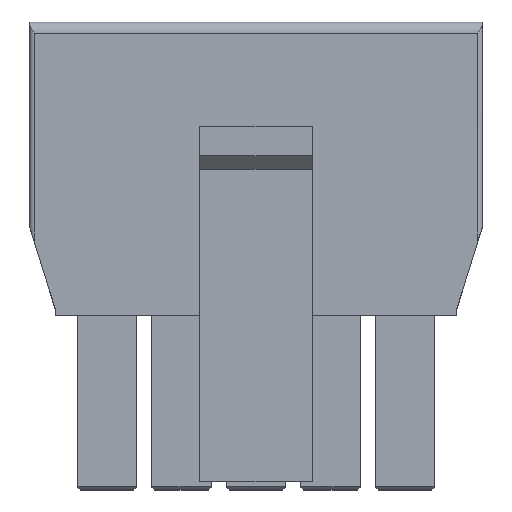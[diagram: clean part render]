
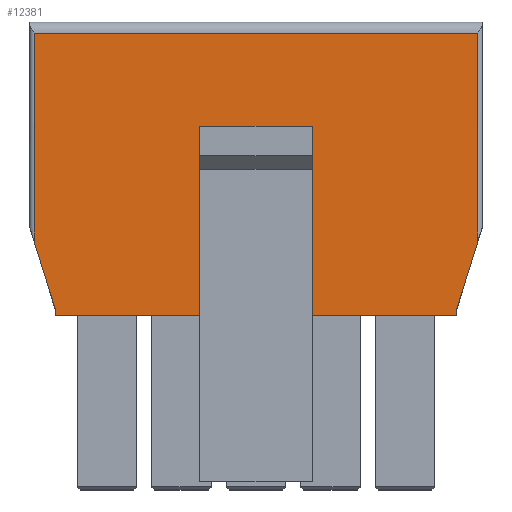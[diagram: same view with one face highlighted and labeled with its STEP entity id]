
A CAD part, top view. The second image highlights one B-rep face of the part: STEP entity #12381.
In plain terms, the highlighted planar face has unit normal (0, 0, 1).
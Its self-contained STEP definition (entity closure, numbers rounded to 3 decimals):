
#2924=ORIENTED_EDGE('',*,*,#5053,.F.);
#2925=ORIENTED_EDGE('',*,*,#5115,.F.);
#2926=ORIENTED_EDGE('',*,*,#5038,.T.);
#2927=ORIENTED_EDGE('',*,*,#5116,.F.);
#2928=ORIENTED_EDGE('',*,*,#5117,.T.);
#2929=ORIENTED_EDGE('',*,*,#5118,.T.);
#2930=ORIENTED_EDGE('',*,*,#5119,.F.);
#2931=ORIENTED_EDGE('',*,*,#5120,.T.);
#2932=ORIENTED_EDGE('',*,*,#5121,.T.);
#2933=ORIENTED_EDGE('',*,*,#5122,.T.);
#2934=ORIENTED_EDGE('',*,*,#5123,.T.);
#2935=ORIENTED_EDGE('',*,*,#5013,.T.);
#2936=ORIENTED_EDGE('',*,*,#5081,.T.);
#2937=ORIENTED_EDGE('',*,*,#4989,.T.);
#2938=ORIENTED_EDGE('',*,*,#5110,.T.);
#2939=ORIENTED_EDGE('',*,*,#5057,.T.);
#4989=EDGE_CURVE('',#6268,#6267,#7868,.T.);
#5013=EDGE_CURVE('',#6288,#6289,#7891,.T.);
#5038=EDGE_CURVE('',#6307,#6309,#7910,.T.);
#5053=EDGE_CURVE('',#6320,#6321,#7920,.T.);
#5057=EDGE_CURVE('',#6325,#6324,#7922,.T.);
#5081=EDGE_CURVE('',#6289,#6268,#7944,.T.);
#5110=EDGE_CURVE('',#6267,#6325,#7973,.T.);
#5115=EDGE_CURVE('',#6307,#6320,#7978,.T.);
#5116=EDGE_CURVE('',#6321,#6309,#7979,.T.);
#5117=EDGE_CURVE('',#6371,#6372,#7980,.T.);
#5118=EDGE_CURVE('',#6372,#6373,#7981,.T.);
#5119=EDGE_CURVE('',#6374,#6373,#7982,.T.);
#5120=EDGE_CURVE('',#6374,#6371,#7983,.T.);
#5121=EDGE_CURVE('',#6324,#6375,#7984,.T.);
#5122=EDGE_CURVE('',#6375,#6376,#7985,.T.);
#5123=EDGE_CURVE('',#6376,#6288,#7986,.T.);
#6267=VERTEX_POINT('',#19073);
#6268=VERTEX_POINT('',#19075);
#6288=VERTEX_POINT('',#19122);
#6289=VERTEX_POINT('',#19123);
#6307=VERTEX_POINT('',#19166);
#6309=VERTEX_POINT('',#19170);
#6320=VERTEX_POINT('',#19201);
#6321=VERTEX_POINT('',#19203);
#6324=VERTEX_POINT('',#19210);
#6325=VERTEX_POINT('',#19212);
#6371=VERTEX_POINT('',#19324);
#6372=VERTEX_POINT('',#19325);
#6373=VERTEX_POINT('',#19327);
#6374=VERTEX_POINT('',#19329);
#6375=VERTEX_POINT('',#19332);
#6376=VERTEX_POINT('',#19334);
#7868=LINE('',#19074,#9581);
#7891=LINE('',#19121,#9604);
#7910=LINE('',#19171,#9623);
#7920=LINE('',#19202,#9633);
#7922=LINE('',#19211,#9635);
#7944=LINE('',#19257,#9657);
#7973=LINE('',#19311,#9686);
#7978=LINE('',#19321,#9691);
#7979=LINE('',#19322,#9692);
#7980=LINE('',#19323,#9693);
#7981=LINE('',#19326,#9694);
#7982=LINE('',#19328,#9695);
#7983=LINE('',#19330,#9696);
#7984=LINE('',#19331,#9697);
#7985=LINE('',#19333,#9698);
#7986=LINE('',#19335,#9699);
#9581=VECTOR('',#15577,1000.);
#9604=VECTOR('',#15608,1000.);
#9623=VECTOR('',#15645,1000.);
#9633=VECTOR('',#15675,1000.);
#9635=VECTOR('',#15683,1000.);
#9657=VECTOR('',#15717,1000.);
#9686=VECTOR('',#15748,1000.);
#9691=VECTOR('',#15755,1000.);
#9692=VECTOR('',#15756,1000.);
#9693=VECTOR('',#15757,1000.);
#9694=VECTOR('',#15758,1000.);
#9695=VECTOR('',#15759,1000.);
#9696=VECTOR('',#15760,1000.);
#9697=VECTOR('',#15761,1000.);
#9698=VECTOR('',#15762,1000.);
#9699=VECTOR('',#15763,1000.);
#10437=EDGE_LOOP('',(#2924,#2925,#2926,#2927));
#10438=EDGE_LOOP('',(#2928,#2929,#2930,#2931));
#10439=EDGE_LOOP('',(#2932,#2933,#2934,#2935,#2936,#2937,#2938,#2939));
#11114=FACE_BOUND('',#10437,.T.);
#11115=FACE_BOUND('',#10438,.T.);
#11116=FACE_BOUND('',#10439,.T.);
#11756=PLANE('',#13056);
#12381=ADVANCED_FACE('',(#11114,#11115,#11116),#11756,.T.);
#13056=AXIS2_PLACEMENT_3D('',#19320,#15753,#15754);
#15577=DIRECTION('',(1.,0.,0.));
#15608=DIRECTION('',(0.297,-0.955,0.));
#15645=DIRECTION('',(-1.,0.,0.));
#15675=DIRECTION('',(-1.,0.,0.));
#15683=DIRECTION('',(0.297,0.955,0.));
#15717=DIRECTION('',(0.,-1.,0.));
#15748=DIRECTION('',(0.,1.,0.));
#15753=DIRECTION('',(0.,0.,1.));
#15754=DIRECTION('',(1.,0.,0.));
#15755=DIRECTION('',(0.,1.,0.));
#15756=DIRECTION('',(0.,-1.,0.));
#15757=DIRECTION('',(-1.,0.,0.));
#15758=DIRECTION('',(0.,1.,0.));
#15759=DIRECTION('',(-1.,0.,0.));
#15760=DIRECTION('',(0.,-1.,0.));
#15761=DIRECTION('',(0.,1.,0.));
#15762=DIRECTION('',(-1.,0.,0.));
#15763=DIRECTION('',(0.,-1.,0.));
#19073=CARTESIAN_POINT('',(6.72,-2.98,2.97));
#19074=CARTESIAN_POINT('',(-6.72,-2.98,2.97));
#19075=CARTESIAN_POINT('',(-6.72,-2.98,2.97));
#19121=CARTESIAN_POINT('',(-7.6,0.,2.97));
#19122=CARTESIAN_POINT('',(-7.45,-0.482,2.97));
#19123=CARTESIAN_POINT('',(-6.72,-2.83,2.97));
#19166=CARTESIAN_POINT('',(-1.,-2.59,2.97));
#19170=CARTESIAN_POINT('',(-1.88,-2.59,2.97));
#19171=CARTESIAN_POINT('',(1.88,-2.59,2.97));
#19201=CARTESIAN_POINT('',(-1.,-0.82,2.97));
#19202=CARTESIAN_POINT('',(1.88,-0.82,2.97));
#19203=CARTESIAN_POINT('',(-1.88,-0.82,2.97));
#19210=CARTESIAN_POINT('',(7.45,-0.482,2.97));
#19211=CARTESIAN_POINT('',(7.6,0.,2.97));
#19212=CARTESIAN_POINT('',(6.72,-2.83,2.97));
#19257=CARTESIAN_POINT('',(-6.72,-2.83,2.97));
#19311=CARTESIAN_POINT('',(6.72,-2.83,2.97));
#19320=CARTESIAN_POINT('',(0.,0.,2.97));
#19321=CARTESIAN_POINT('',(-1.,-5.79,2.97));
#19322=CARTESIAN_POINT('',(-1.88,-0.82,2.97));
#19323=CARTESIAN_POINT('',(1.88,-2.59,2.97));
#19324=CARTESIAN_POINT('',(1.88,-2.59,2.97));
#19325=CARTESIAN_POINT('',(1.,-2.59,2.97));
#19326=CARTESIAN_POINT('',(1.,-5.79,2.97));
#19327=CARTESIAN_POINT('',(1.,-0.82,2.97));
#19328=CARTESIAN_POINT('',(1.88,-0.82,2.97));
#19329=CARTESIAN_POINT('',(1.88,-0.82,2.97));
#19330=CARTESIAN_POINT('',(1.88,-0.82,2.97));
#19331=CARTESIAN_POINT('',(7.45,6.87,2.97));
#19332=CARTESIAN_POINT('',(7.45,6.49,2.97));
#19333=CARTESIAN_POINT('',(-7.45,6.49,2.97));
#19334=CARTESIAN_POINT('',(-7.45,6.49,2.97));
#19335=CARTESIAN_POINT('',(-7.45,0.,2.97));
